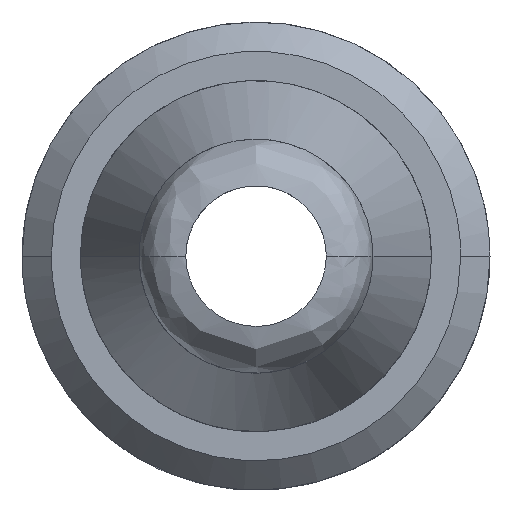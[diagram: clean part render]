
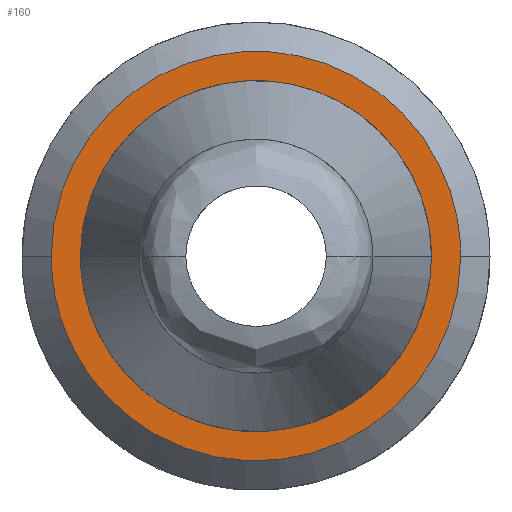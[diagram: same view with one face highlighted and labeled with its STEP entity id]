
A CAD part, front view. The second image highlights one B-rep face of the part: STEP entity #160.
In plain terms, the highlighted free-form (B-spline) face has degree [1, 1] with [2, 2] control points.
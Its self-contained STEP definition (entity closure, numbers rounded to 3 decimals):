
#32 = ORIENTED_EDGE ( 'NONE', *, *, #638, .T. ) ;
#127 = CARTESIAN_POINT ( 'NONE',  ( 1.771, -1., -1.771 ) ) ;
#160 = ADVANCED_FACE ( 'NONE', ( #279, #1454 ), #857, .F. ) ;
#201 = CARTESIAN_POINT ( 'NONE',  ( -0.652, -1., -1.116 ) ) ;
#257 = CARTESIAN_POINT ( 'NONE',  ( -1.25, -1., 0. ) ) ;
#279 = FACE_BOUND ( 'NONE', #1443, .T. ) ;
#304 = CARTESIAN_POINT ( 'NONE',  ( 1.75, -1., 0. ) ) ;
#311 = CARTESIAN_POINT ( 'NONE',  ( -1.75, -1., 0. ) ) ;
#329 = CARTESIAN_POINT ( 'NONE',  ( -1.75, -1., 1.025 ) ) ;
#333 = CARTESIAN_POINT ( 'NONE',  ( 1.25, -1., 0. ) ) ;
#349 = CARTESIAN_POINT ( 'NONE',  ( -1.25, -1., -0.328 ) ) ;
#469 = CARTESIAN_POINT ( 'NONE',  ( 0., -1., 1.75 ) ) ;
#475 = CARTESIAN_POINT ( 'NONE',  ( 1.116, -1., -0.652 ) ) ;
#487 = CARTESIAN_POINT ( 'NONE',  ( 1.75, -1., 0. ) ) ;
#500 = ORIENTED_EDGE ( 'NONE', *, *, #1525, .T. ) ;
#567 = EDGE_LOOP ( 'NONE', ( #1745, #1462 ) ) ;
#597 = CARTESIAN_POINT ( 'NONE',  ( 1.025, -1., 1.75 ) ) ;
#638 = EDGE_CURVE ( 'NONE', #1191, #1099, #1177, .T. ) ;
#734 = VERTEX_POINT ( 'NONE', #1542 ) ;
#764 = CARTESIAN_POINT ( 'NONE',  ( 1.75, -1., -3.5 ) ) ;
#817 = B_SPLINE_CURVE_WITH_KNOTS ( 'NONE', 3,
 ( #333, #1314, #475, #911, #1045, #1174, #201, #1183, #349, #1440 ),
 .UNSPECIFIED., .F., .F.,
 ( 4, 2, 2, 2, 4 ),
 ( 0., 0.785, 1.571, 2.356, 3.142 ),
 .UNSPECIFIED. ) ;
#819 = CARTESIAN_POINT ( 'NONE',  ( 1.771, -1., 1.771 ) ) ;
#822 =( BOUNDED_CURVE ( )  B_SPLINE_CURVE ( 3, ( #311, #329, #1004, #469, #597, #1558, #304 ),
 .UNSPECIFIED., .F., .F. ) 
 B_SPLINE_CURVE_WITH_KNOTS ( ( 4, 3, 4 ),
 ( -3.142, -1.571, 0. ),
 .UNSPECIFIED. ) 
 CURVE ( )  GEOMETRIC_REPRESENTATION_ITEM ( )  RATIONAL_B_SPLINE_CURVE ( ( 1., 0.805, 0.805, 1., 0.805, 0.805, 1. ) ) 
 REPRESENTATION_ITEM ( '' )  );
#831 = CARTESIAN_POINT ( 'NONE',  ( -0.652, -1., 1.116 ) ) ;
#832 = CARTESIAN_POINT ( 'NONE',  ( -1.771, -1., 1.771 ) ) ;
#846 = CARTESIAN_POINT ( 'NONE',  ( 0.652, -1., 1.116 ) ) ;
#857 = B_SPLINE_SURFACE_WITH_KNOTS ( 'NONE', 1, 1, ( 
 ( #127, #819 ),
 ( #1520, #832 ) ),
 .UNSPECIFIED., .F., .F., .F.,
 ( 2, 2 ),
 ( 2, 2 ),
 ( 0., 1. ),
 ( 0., 1. ),
 .UNSPECIFIED. ) ;
#861 = CARTESIAN_POINT ( 'NONE',  ( 1.116, -1., 0.652 ) ) ;
#911 = CARTESIAN_POINT ( 'NONE',  ( 0.652, -1., -1.116 ) ) ;
#917 = CARTESIAN_POINT ( 'NONE',  ( -1.25, -1., 0. ) ) ;
#1004 = CARTESIAN_POINT ( 'NONE',  ( -1.025, -1., 1.75 ) ) ;
#1045 = CARTESIAN_POINT ( 'NONE',  ( 0.328, -1., -1.25 ) ) ;
#1099 = VERTEX_POINT ( 'NONE', #1141 ) ;
#1112 = EDGE_CURVE ( 'NONE', #734, #1125, #822, .T. ) ;
#1125 = VERTEX_POINT ( 'NONE', #487 ) ;
#1141 = CARTESIAN_POINT ( 'NONE',  ( 1.25, -1., 0. ) ) ;
#1174 = CARTESIAN_POINT ( 'NONE',  ( -0.328, -1., -1.25 ) ) ;
#1177 = B_SPLINE_CURVE_WITH_KNOTS ( 'NONE', 3,
 ( #257, #1538, #1521, #831, #1247, #1647, #846, #861, #1519, #1400 ),
 .UNSPECIFIED., .F., .F.,
 ( 4, 2, 2, 2, 4 ),
 ( 0., 0.785, 1.571, 2.356, 3.142 ),
 .UNSPECIFIED. ) ;
#1183 = CARTESIAN_POINT ( 'NONE',  ( -1.116, -1., -0.652 ) ) ;
#1191 = VERTEX_POINT ( 'NONE', #917 ) ;
#1247 = CARTESIAN_POINT ( 'NONE',  ( -0.328, -1., 1.25 ) ) ;
#1309 = CARTESIAN_POINT ( 'NONE',  ( -1.75, -1., -3.5 ) ) ;
#1314 = CARTESIAN_POINT ( 'NONE',  ( 1.25, -1., -0.328 ) ) ;
#1320 = CARTESIAN_POINT ( 'NONE',  ( -1.75, -1., 0. ) ) ;
#1392 =( BOUNDED_CURVE ( )  B_SPLINE_CURVE ( 3, ( #1449, #764, #1309, #1320 ),
 .UNSPECIFIED., .F., .T. ) 
 B_SPLINE_CURVE_WITH_KNOTS ( ( 4, 4 ),
 ( -3.142, 0. ),
 .UNSPECIFIED. ) 
 CURVE ( )  GEOMETRIC_REPRESENTATION_ITEM ( )  RATIONAL_B_SPLINE_CURVE ( ( 1., 0.333, 0.333, 1. ) ) 
 REPRESENTATION_ITEM ( '' )  );
#1400 = CARTESIAN_POINT ( 'NONE',  ( 1.25, -1., 0. ) ) ;
#1435 = EDGE_CURVE ( 'NONE', #1125, #734, #1392, .T. ) ;
#1440 = CARTESIAN_POINT ( 'NONE',  ( -1.25, -1., 0. ) ) ;
#1443 = EDGE_LOOP ( 'NONE', ( #500, #32 ) ) ;
#1449 = CARTESIAN_POINT ( 'NONE',  ( 1.75, -1., 0. ) ) ;
#1454 = FACE_OUTER_BOUND ( 'NONE', #567, .T. ) ;
#1462 = ORIENTED_EDGE ( 'NONE', *, *, #1112, .F. ) ;
#1519 = CARTESIAN_POINT ( 'NONE',  ( 1.25, -1., 0.328 ) ) ;
#1520 = CARTESIAN_POINT ( 'NONE',  ( -1.771, -1., -1.771 ) ) ;
#1521 = CARTESIAN_POINT ( 'NONE',  ( -1.116, -1., 0.652 ) ) ;
#1525 = EDGE_CURVE ( 'NONE', #1099, #1191, #817, .T. ) ;
#1538 = CARTESIAN_POINT ( 'NONE',  ( -1.25, -1., 0.328 ) ) ;
#1542 = CARTESIAN_POINT ( 'NONE',  ( -1.75, -1., 0. ) ) ;
#1558 = CARTESIAN_POINT ( 'NONE',  ( 1.75, -1., 1.025 ) ) ;
#1647 = CARTESIAN_POINT ( 'NONE',  ( 0.328, -1., 1.25 ) ) ;
#1745 = ORIENTED_EDGE ( 'NONE', *, *, #1435, .F. ) ;
